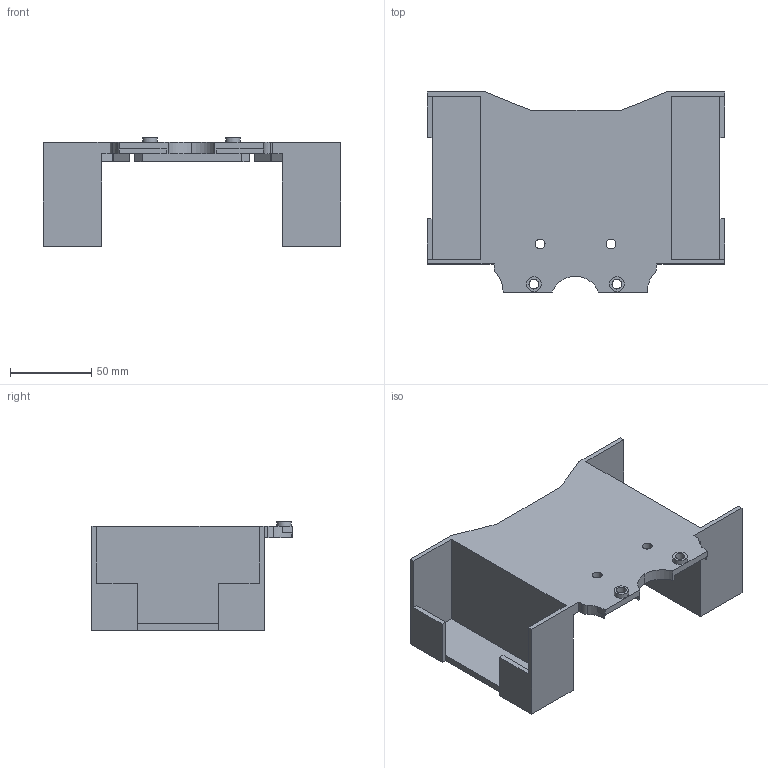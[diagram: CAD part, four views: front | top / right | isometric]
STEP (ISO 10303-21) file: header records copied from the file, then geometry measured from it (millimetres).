
FILE_DESCRIPTION(/* description */ ('STEP AP242 Edition 2','CAx-IF Rec.Pracs.---Representation and Presentation of Product Manufacturing Information (PMI)---4.0---2014-10-13','CAx-IF Rec.Pracs.---3D Tessellated Geometry---0.4---2014-09-14','2;1','CAx-IF Rec.Pracs.---User Defined Attributes---1.5---2016-08-15'),/* implementation_level */ '2;1');
FILE_NAME(/* name */ '6990a0aba7f830d58a5bf74c',/* time_stamp */ '2026-02-14T16:19:55Z',/* author */ (''),/* organization */ (''),/* preprocessor_version */ 'ST-DEVELOPER v20',/* originating_system */ 'ONSHAPE BY PTC INC, 1.210',/* authorisation */ ' ');
FILE_SCHEMA (('AP242_MANAGED_MODEL_BASED_3D_ENGINEERING_MIM_LF { 1 0 10303 442 3 1 4 }'));
Length unit declared in the file: metre
Products named in the file (1): Part 1
Bounding box: 183.16 x 123.31 x 66.99 mm (x, y, z)
Volume: 208180.1 mm3; surface area: 92233.4 mm2
Topology: 1 solids, 1 shells, 92 faces, 259 edges, 171 vertices
Faces by surface type: plane 78, cylinder 14
Full cylindrical faces by diameter (mm): 6 x4, 9 x2
Entity records: 2888 total; most frequent: CARTESIAN_POINT 505, ORIENTED_EDGE 494, DIRECTION 464, EDGE_CURVE 247, LINE 216, VECTOR 216, VERTEX_POINT 165, AXIS2_PLACEMENT_3D 124
